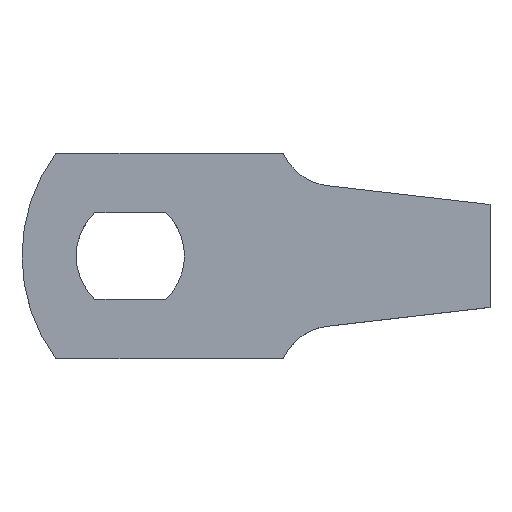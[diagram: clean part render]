
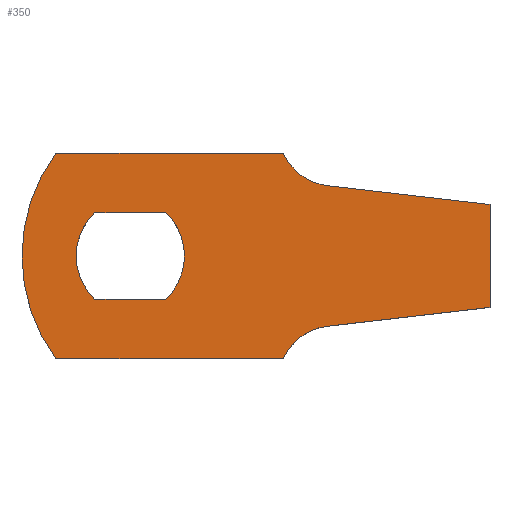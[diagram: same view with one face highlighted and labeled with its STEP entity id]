
A CAD part, top view. The second image highlights one B-rep face of the part: STEP entity #350.
In plain terms, the highlighted planar face has unit normal (0, 0, 1).
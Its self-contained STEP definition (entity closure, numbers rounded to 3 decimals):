
#1 = LINE ( 'NONE', #82, #487 ) ;
#3 = AXIS2_PLACEMENT_3D ( 'NONE', #443, #151, #178 ) ;
#9 = CIRCLE ( 'NONE', #75, 5.5 ) ;
#12 = EDGE_CURVE ( 'NONE', #166, #300, #199, .T. ) ;
#14 = ORIENTED_EDGE ( 'NONE', *, *, #433, .F. ) ;
#16 = VERTEX_POINT ( 'NONE', #452 ) ;
#24 = DIRECTION ( 'NONE',  ( -1., 0., 0. ) ) ;
#30 = CARTESIAN_POINT ( 'NONE',  ( 10.5, -9.5, 5. ) ) ;
#32 = EDGE_CURVE ( 'NONE', #527, #44, #170, .T. ) ;
#34 = EDGE_CURVE ( 'NONE', #246, #16, #344, .T. ) ;
#35 = VECTOR ( 'NONE', #513, 1000. ) ;
#37 = DIRECTION ( 'NONE',  ( 1., 0., 0. ) ) ;
#44 = VERTEX_POINT ( 'NONE', #167 ) ;
#46 = CARTESIAN_POINT ( 'NONE',  ( -6.901, 4., 5. ) ) ;
#47 = DIRECTION ( 'NONE',  ( 1., 0., 0. ) ) ;
#49 = LINE ( 'NONE', #302, #106 ) ;
#52 = DIRECTION ( 'NONE',  ( 0., 0., 1. ) ) ;
#53 = EDGE_CURVE ( 'NONE', #16, #360, #348, .T. ) ;
#56 = AXIS2_PLACEMENT_3D ( 'NONE', #335, #545, #37 ) ;
#60 = CARTESIAN_POINT ( 'NONE',  ( -4.126, 0., 5. ) ) ;
#75 = AXIS2_PLACEMENT_3D ( 'NONE', #414, #458, #541 ) ;
#81 = EDGE_CURVE ( 'NONE', #203, #95, #49, .T. ) ;
#82 = CARTESIAN_POINT ( 'NONE',  ( 10.5, -9.5, 5. ) ) ;
#87 = DIRECTION ( 'NONE',  ( 1., 0., 0. ) ) ;
#89 = AXIS2_PLACEMENT_3D ( 'NONE', #133, #517, #470 ) ;
#91 = EDGE_CURVE ( 'NONE', #300, #246, #191, .T. ) ;
#94 = DIRECTION ( 'NONE',  ( 1., 0., 0. ) ) ;
#95 = VERTEX_POINT ( 'NONE', #370 ) ;
#98 = CARTESIAN_POINT ( 'NONE',  ( -13.626, 0., 5. ) ) ;
#99 = EDGE_CURVE ( 'NONE', #478, #400, #154, .T. ) ;
#100 = AXIS2_PLACEMENT_3D ( 'NONE', #60, #223, #312 ) ;
#102 = DIRECTION ( 'NONE',  ( 0., 0., 1. ) ) ;
#105 = ORIENTED_EDGE ( 'NONE', *, *, #32, .T. ) ;
#106 = VECTOR ( 'NONE', #94, 1000. ) ;
#129 = CARTESIAN_POINT ( 'NONE',  ( 14.52, -6.5, 5. ) ) ;
#130 = ORIENTED_EDGE ( 'NONE', *, *, #12, .T. ) ;
#133 = CARTESIAN_POINT ( 'NONE',  ( 15.097, 11.467, 5. ) ) ;
#134 = DIRECTION ( 'NONE',  ( -1., 0., 0. ) ) ;
#151 = DIRECTION ( 'NONE',  ( 0., 0., 1. ) ) ;
#154 = LINE ( 'NONE', #234, #539 ) ;
#156 = CIRCLE ( 'NONE', #171, 5.5 ) ;
#164 = CIRCLE ( 'NONE', #3, 16. ) ;
#165 = DIRECTION ( 'NONE',  ( 1., 0., 0. ) ) ;
#166 = VERTEX_POINT ( 'NONE', #30 ) ;
#167 = CARTESIAN_POINT ( 'NONE',  ( -10.5, 9.5, 5. ) ) ;
#170 = LINE ( 'NONE', #297, #397 ) ;
#171 = AXIS2_PLACEMENT_3D ( 'NONE', #271, #102, #363 ) ;
#174 = EDGE_CURVE ( 'NONE', #95, #474, #9, .T. ) ;
#177 = ORIENTED_EDGE ( 'NONE', *, *, #447, .T. ) ;
#178 = DIRECTION ( 'NONE',  ( 1., 0., 0. ) ) ;
#190 = CIRCLE ( 'NONE', #100, 5.5 ) ;
#191 = LINE ( 'NONE', #365, #371 ) ;
#199 = CIRCLE ( 'NONE', #490, 5. ) ;
#203 = VERTEX_POINT ( 'NONE', #336 ) ;
#204 = EDGE_CURVE ( 'NONE', #252, #166, #1, .T. ) ;
#208 = EDGE_LOOP ( 'NONE', ( #358, #177, #510, #130, #532, #424, #461, #315, #105 ) ) ;
#210 = ORIENTED_EDGE ( 'NONE', *, *, #506, .F. ) ;
#219 = FACE_OUTER_BOUND ( 'NONE', #208, .T. ) ;
#221 = CARTESIAN_POINT ( 'NONE',  ( 2.374, 0., 5. ) ) ;
#223 = DIRECTION ( 'NONE',  ( 0., 0., 1. ) ) ;
#229 = CARTESIAN_POINT ( 'NONE',  ( 10.5, 9.5, 5. ) ) ;
#234 = CARTESIAN_POINT ( 'NONE',  ( -0.351, 4., 5. ) ) ;
#236 = ORIENTED_EDGE ( 'NONE', *, *, #81, .F. ) ;
#246 = VERTEX_POINT ( 'NONE', #463 ) ;
#252 = VERTEX_POINT ( 'NONE', #500 ) ;
#257 = DIRECTION ( 'NONE',  ( 0., 1., 0. ) ) ;
#260 = FACE_BOUND ( 'NONE', #502, .T. ) ;
#261 = ORIENTED_EDGE ( 'NONE', *, *, #174, .F. ) ;
#271 = CARTESIAN_POINT ( 'NONE',  ( -3.126, 0., 5. ) ) ;
#286 = DIRECTION ( 'NONE',  ( 0., 0., -1. ) ) ;
#288 = VERTEX_POINT ( 'NONE', #98 ) ;
#291 = CARTESIAN_POINT ( 'NONE',  ( 15.097, -11.467, 5. ) ) ;
#297 = CARTESIAN_POINT ( 'NONE',  ( 10.5, 9.5, 5. ) ) ;
#298 = VECTOR ( 'NONE', #257, 1000. ) ;
#300 = VERTEX_POINT ( 'NONE', #129 ) ;
#301 = PLANE ( 'NONE',  #372 ) ;
#302 = CARTESIAN_POINT ( 'NONE',  ( -6.901, -4., 5. ) ) ;
#310 = CARTESIAN_POINT ( 'NONE',  ( 1.374, 0., 5. ) ) ;
#312 = DIRECTION ( 'NONE',  ( -1., 0., 0. ) ) ;
#315 = ORIENTED_EDGE ( 'NONE', *, *, #403, .T. ) ;
#335 = CARTESIAN_POINT ( 'NONE',  ( 2.374, 0., 5. ) ) ;
#336 = CARTESIAN_POINT ( 'NONE',  ( -6.901, -4., 5. ) ) ;
#342 = CARTESIAN_POINT ( 'NONE',  ( 29.574, 4.75, 5. ) ) ;
#344 = LINE ( 'NONE', #515, #298 ) ;
#348 = LINE ( 'NONE', #342, #35 ) ;
#350 = ADVANCED_FACE ( 'NONE', ( #260, #219 ), #301, .T. ) ;
#358 = ORIENTED_EDGE ( 'NONE', *, *, #533, .T. ) ;
#360 = VERTEX_POINT ( 'NONE', #514 ) ;
#363 = DIRECTION ( 'NONE',  ( 1., 0., 0. ) ) ;
#365 = CARTESIAN_POINT ( 'NONE',  ( 29.574, -4.75, 5. ) ) ;
#370 = CARTESIAN_POINT ( 'NONE',  ( -0.351, -4., 5. ) ) ;
#371 = VECTOR ( 'NONE', #401, 1000. ) ;
#372 = AXIS2_PLACEMENT_3D ( 'NONE', #221, #52, #87 ) ;
#397 = VECTOR ( 'NONE', #134, 1000. ) ;
#399 = CARTESIAN_POINT ( 'NONE',  ( -0.351, 4., 5. ) ) ;
#400 = VERTEX_POINT ( 'NONE', #46 ) ;
#401 = DIRECTION ( 'NONE',  ( 0.993, 0.115, 0. ) ) ;
#403 = EDGE_CURVE ( 'NONE', #360, #527, #429, .T. ) ;
#414 = CARTESIAN_POINT ( 'NONE',  ( -4.126, 0., 5. ) ) ;
#424 = ORIENTED_EDGE ( 'NONE', *, *, #34, .T. ) ;
#429 = CIRCLE ( 'NONE', #89, 5. ) ;
#433 = EDGE_CURVE ( 'NONE', #400, #203, #156, .T. ) ;
#443 = CARTESIAN_POINT ( 'NONE',  ( 2.374, 0., 5. ) ) ;
#447 = EDGE_CURVE ( 'NONE', #288, #252, #164, .T. ) ;
#452 = CARTESIAN_POINT ( 'NONE',  ( 29.574, 4.75, 5. ) ) ;
#458 = DIRECTION ( 'NONE',  ( 0., 0., 1. ) ) ;
#461 = ORIENTED_EDGE ( 'NONE', *, *, #53, .T. ) ;
#463 = CARTESIAN_POINT ( 'NONE',  ( 29.574, -4.75, 5. ) ) ;
#470 = DIRECTION ( 'NONE',  ( -1., 0., 0. ) ) ;
#474 = VERTEX_POINT ( 'NONE', #310 ) ;
#478 = VERTEX_POINT ( 'NONE', #399 ) ;
#483 = ORIENTED_EDGE ( 'NONE', *, *, #99, .F. ) ;
#487 = VECTOR ( 'NONE', #165, 1000. ) ;
#490 = AXIS2_PLACEMENT_3D ( 'NONE', #291, #286, #47 ) ;
#500 = CARTESIAN_POINT ( 'NONE',  ( -10.5, -9.5, 5. ) ) ;
#502 = EDGE_LOOP ( 'NONE', ( #261, #236, #14, #483, #210 ) ) ;
#506 = EDGE_CURVE ( 'NONE', #474, #478, #190, .T. ) ;
#510 = ORIENTED_EDGE ( 'NONE', *, *, #204, .T. ) ;
#513 = DIRECTION ( 'NONE',  ( -0.993, 0.115, 0. ) ) ;
#514 = CARTESIAN_POINT ( 'NONE',  ( 14.52, 6.5, 5. ) ) ;
#515 = CARTESIAN_POINT ( 'NONE',  ( 29.574, -4.75, 5. ) ) ;
#517 = DIRECTION ( 'NONE',  ( 0., 0., -1. ) ) ;
#525 = CIRCLE ( 'NONE', #56, 16. ) ;
#527 = VERTEX_POINT ( 'NONE', #229 ) ;
#532 = ORIENTED_EDGE ( 'NONE', *, *, #91, .T. ) ;
#533 = EDGE_CURVE ( 'NONE', #44, #288, #525, .T. ) ;
#539 = VECTOR ( 'NONE', #24, 1000. ) ;
#541 = DIRECTION ( 'NONE',  ( -1., 0., 0. ) ) ;
#545 = DIRECTION ( 'NONE',  ( 0., 0., 1. ) ) ;
